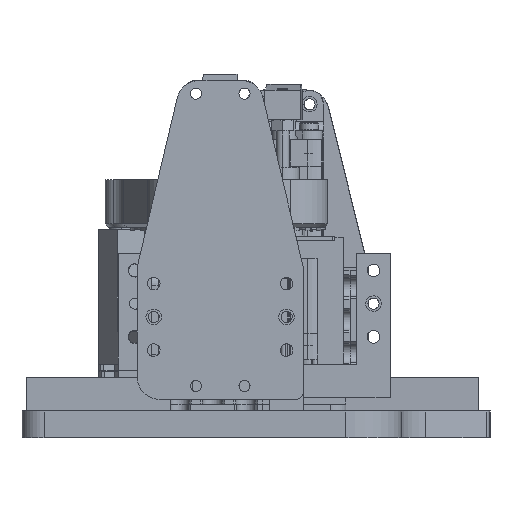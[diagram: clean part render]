
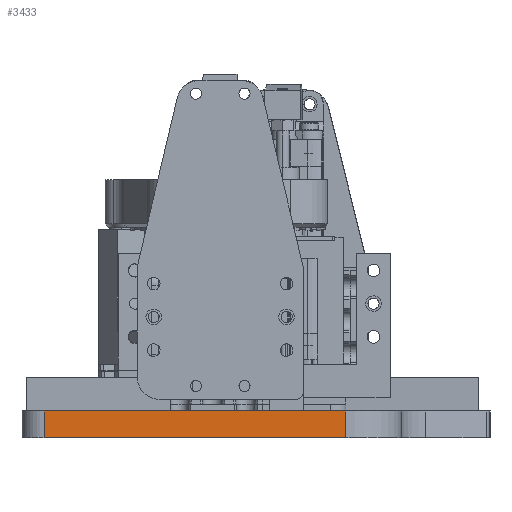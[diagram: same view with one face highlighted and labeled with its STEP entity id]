
A CAD part, left-side view. The second image highlights one B-rep face of the part: STEP entity #3433.
In plain terms, the highlighted planar face has unit normal (-1, 0, 0).
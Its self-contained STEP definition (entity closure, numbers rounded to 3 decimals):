
#1829=PLANE('',#33838);
#3433=ADVANCED_FACE('NACHARBEIT',(#5363),#1829,.F.);
#5363=FACE_OUTER_BOUND('',#7083,.T.);
#7083=EDGE_LOOP('',(#16417,#16418,#16419,#16420));
#9672=LINE('',#49700,#12145);
#9674=LINE('',#49710,#12147);
#9675=LINE('',#49712,#12148);
#9676=LINE('',#49714,#12149);
#12145=VECTOR('',#38924,1.);
#12147=VECTOR('',#38936,1.);
#12148=VECTOR('',#38937,1.);
#12149=VECTOR('',#38938,1.);
#16417=ORIENTED_EDGE('',*,*,#27635,.T.);
#16418=ORIENTED_EDGE('',*,*,#27640,.T.);
#16419=ORIENTED_EDGE('',*,*,#27641,.F.);
#16420=ORIENTED_EDGE('',*,*,#27642,.F.);
#24176=VERTEX_POINT('',#49699);
#24177=VERTEX_POINT('',#49701);
#24180=VERTEX_POINT('',#49711);
#24181=VERTEX_POINT('',#49713);
#27635=EDGE_CURVE('LINE',#24177,#24176,#9672,.T.);
#27640=EDGE_CURVE('LINE',#24176,#24180,#9674,.T.);
#27641=EDGE_CURVE('LINE',#24181,#24180,#9675,.T.);
#27642=EDGE_CURVE('LINE',#24177,#24181,#9676,.T.);
#33838=AXIS2_PLACEMENT_3D('',#49715,#38939,#38940);
#38924=DIRECTION('',(0.,0.,-1.));
#38936=DIRECTION('',(0.,-1.,0.));
#38937=DIRECTION('',(0.,0.,-1.));
#38938=DIRECTION('',(0.,-1.,0.));
#38939=DIRECTION('',(1.,0.,0.));
#38940=DIRECTION('',(0.,1.,0.));
#49699=CARTESIAN_POINT('',(-197.,89.5,-65.2));
#49700=CARTESIAN_POINT('',(-197.,89.5,-59.2));
#49701=CARTESIAN_POINT('',(-197.,89.5,-53.2));
#49710=CARTESIAN_POINT('',(-197.,21.375,-65.2));
#49711=CARTESIAN_POINT('',(-197.,-46.75,-65.2));
#49712=CARTESIAN_POINT('',(-197.,-46.75,-59.2));
#49713=CARTESIAN_POINT('',(-197.,-46.75,-53.2));
#49714=CARTESIAN_POINT('',(-197.,21.375,-53.2));
#49715=CARTESIAN_POINT('',(-197.,99.5,-45.7));
